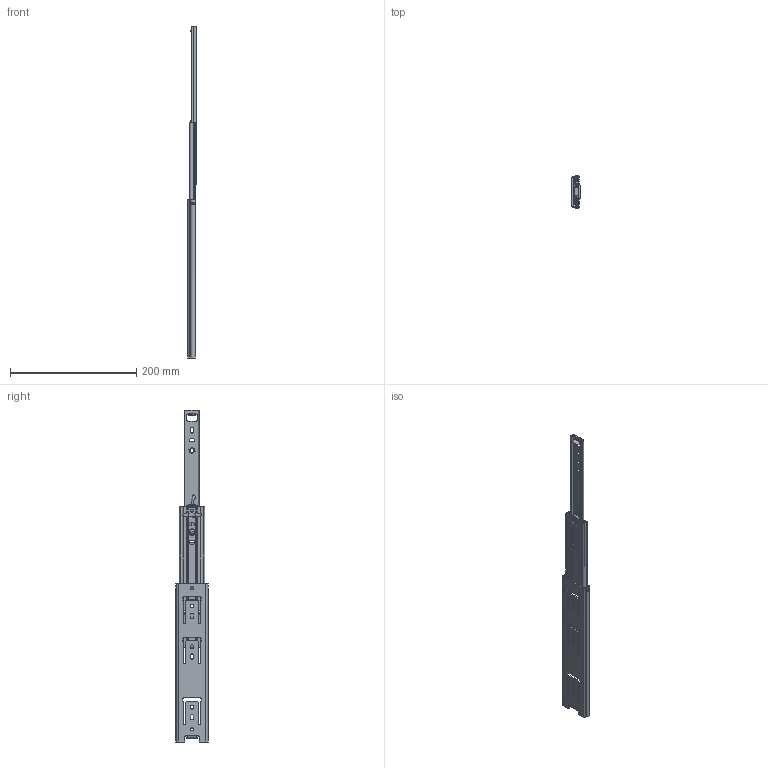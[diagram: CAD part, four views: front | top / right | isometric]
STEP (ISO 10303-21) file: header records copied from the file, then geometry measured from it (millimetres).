
FILE_DESCRIPTION (( 'STEP AP214' ), '1' );
FILE_NAME ('FR_5210.0250mm_10inch_open.STEP', '2022-10-24T14:24:14', ( '' ), ( '' ), 'SwSTEP 2.0', 'SolidWorks 2020', '' );
FILE_SCHEMA (( 'AUTOMOTIVE_DESIGN' ));
Length unit declared in the file: millimetre
Products named in the file (12): 5210.XXX-03.T030_NL  250; FR5210 DETENT; 5210 RIVET; 5210.XXX-01.T030_NL  250; FR_5210.0250mm_10inch_open; 5210 MIDDLE RIVET; 5210.XXX-02.T030_NL  250; FR5210 TRIGGER; FR5210 MIDDLE STOP
Assembly tree (11 placements, depth 3):
  FR_5210.0250mm_10inch_open
    5210.XXX-01.T030_NL  250
      5210.XXX-01.T030_NL  250
      FR5210 DETENT
    5210.XXX-03.T030_NL  250
      5210.XXX-03.T030_NL  250
      FR5210 TRIGGER
      5210 RIVET
    5210.XXX-02.T030_NL  250
      5210.XXX-02.T030_NL  250
      FR5210 MIDDLE STOP
      5210 MIDDLE RIVET
Bounding box: 12.9 x 51.89 x 525 mm (x, y, z)
Volume: 69391.1 mm3; surface area: 88308.2 mm2
Topology: 8 solids, 8 shells, 905 faces, 2398 edges, 1493 vertices
Faces by surface type: plane 426, cylinder 399, bspline 32, torus 30, cone 16, sphere 2
Entity records: 30544 total; most frequent: CARTESIAN_POINT 7720, ORIENTED_EDGE 4790, DIRECTION 4641, EDGE_CURVE 2395, AXIS2_PLACEMENT_3D 1650, VERTEX_POINT 1494, LINE 1341, VECTOR 1341
